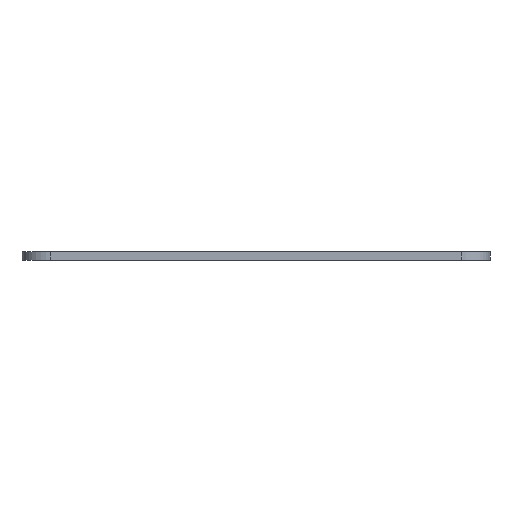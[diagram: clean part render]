
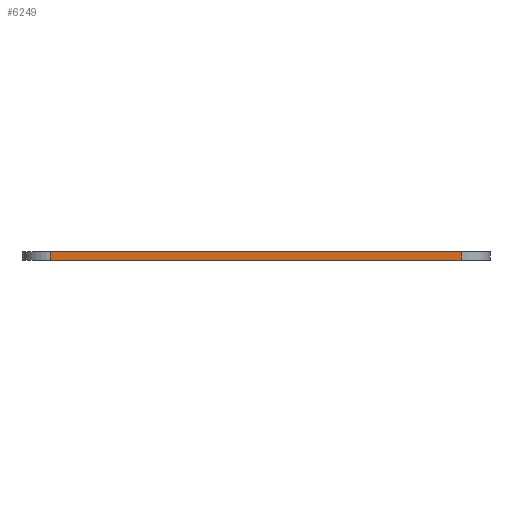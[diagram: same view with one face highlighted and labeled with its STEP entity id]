
A CAD part, left-side view. The second image highlights one B-rep face of the part: STEP entity #6249.
In plain terms, the highlighted planar face has unit normal (-1, 0, 0).
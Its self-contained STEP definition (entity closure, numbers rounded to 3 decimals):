
#957=FACE_OUTER_BOUND('',#1315,.T.);
#1315=EDGE_LOOP('',(#5737,#5738,#5739,#5740));
#1414=LINE('',#7865,#1950);
#1809=LINE('',#12194,#2345);
#1820=LINE('',#12222,#2356);
#1857=LINE('',#12304,#2393);
#1950=VECTOR('',#6570,10.);
#2345=VECTOR('',#7151,10.);
#2356=VECTOR('',#7182,10.);
#2393=VECTOR('',#7269,10.);
#2483=VERTEX_POINT('',#7861);
#2485=VERTEX_POINT('',#7864);
#2986=VERTEX_POINT('',#12192);
#2993=VERTEX_POINT('',#12220);
#3141=EDGE_CURVE('',#2483,#2485,#1414,.T.);
#3878=EDGE_CURVE('',#2986,#2483,#1809,.T.);
#3892=EDGE_CURVE('',#2485,#2993,#1820,.T.);
#3933=EDGE_CURVE('',#2993,#2986,#1857,.T.);
#5737=ORIENTED_EDGE('',*,*,#3878,.F.);
#5738=ORIENTED_EDGE('',*,*,#3933,.F.);
#5739=ORIENTED_EDGE('',*,*,#3892,.F.);
#5740=ORIENTED_EDGE('',*,*,#3141,.F.);
#5919=PLANE('',#6423);
#6249=ADVANCED_FACE('',(#957),#5919,.T.);
#6423=AXIS2_PLACEMENT_3D('',#12303,#7267,#7268);
#6570=DIRECTION('',(0.,1.,0.));
#7151=DIRECTION('',(0.,0.,-1.));
#7182=DIRECTION('',(0.,0.,1.));
#7267=DIRECTION('center_axis',(-1.,0.,0.));
#7268=DIRECTION('ref_axis',(0.,-1.,0.));
#7269=DIRECTION('',(0.,-1.,0.));
#7861=CARTESIAN_POINT('',(-12.493,-71.356,0.));
#7864=CARTESIAN_POINT('',(-12.493,0.844,0.));
#7865=CARTESIAN_POINT('',(-12.493,-76.356,0.));
#12192=CARTESIAN_POINT('',(-12.493,-71.356,1.5));
#12194=CARTESIAN_POINT('',(-12.493,-71.356,0.));
#12220=CARTESIAN_POINT('',(-12.493,0.844,1.5));
#12222=CARTESIAN_POINT('',(-12.493,0.844,0.));
#12303=CARTESIAN_POINT('Origin',(-12.493,5.844,0.));
#12304=CARTESIAN_POINT('',(-12.493,-76.356,1.5));
